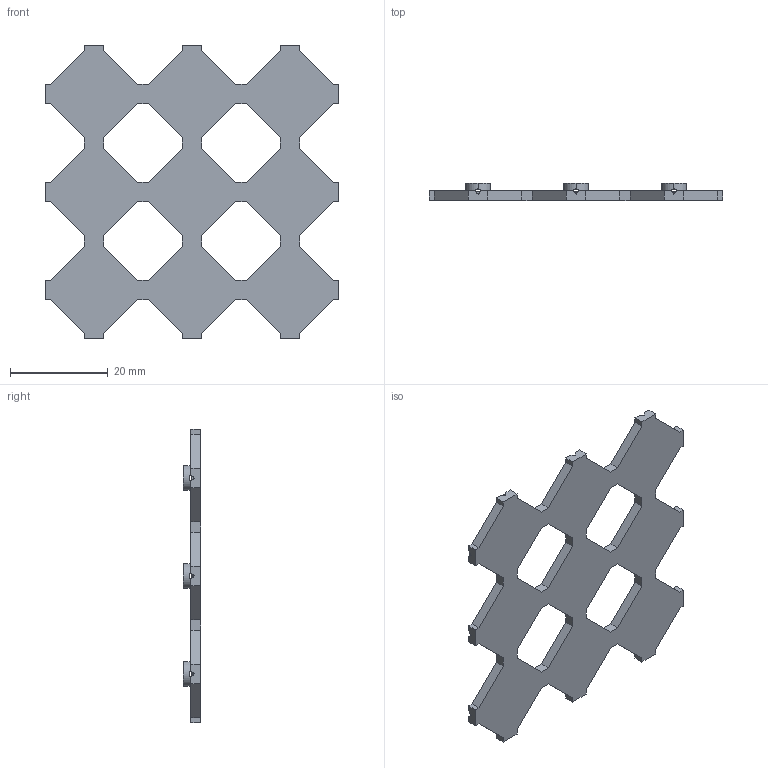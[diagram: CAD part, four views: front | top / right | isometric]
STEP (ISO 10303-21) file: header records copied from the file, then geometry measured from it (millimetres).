
FILE_DESCRIPTION (( 'STEP AP214' ), '1' );
FILE_NAME ('Prototype 1 - base layer 1.STEP', '2025-10-05T08:24:47', ( '' ), ( '' ), 'SwSTEP 2.0', 'SolidWorks 2025', '' );
FILE_SCHEMA (( 'AUTOMOTIVE_DESIGN' ));
Length unit declared in the file: millimetre
Products named in the file (1): Prototype 1 - base layer 1
Bounding box: 60 x 3.5 x 60 mm (x, y, z)
Volume: 2725.7 mm3; surface area: 6927.3 mm2
Topology: 2 solids, 2 shells, 389 faces, 1140 edges, 728 vertices
Faces by surface type: plane 291, cylinder 98
Entity records: 13570 total; most frequent: CARTESIAN_POINT 3578, ORIENTED_EDGE 2280, DIRECTION 1776, EDGE_CURVE 1140, VECTOR 908, LINE 908, VERTEX_POINT 728, AXIS2_PLACEMENT_3D 434
